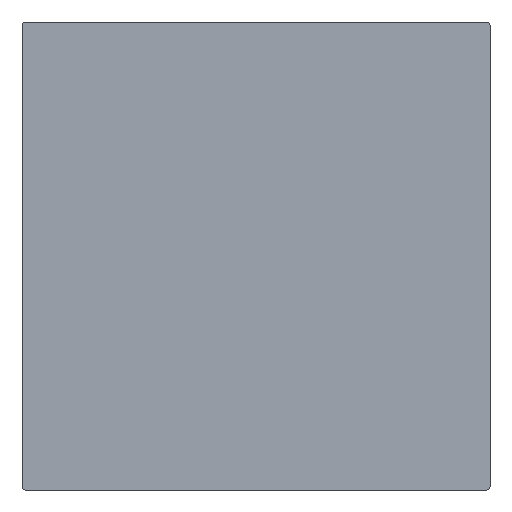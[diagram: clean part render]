
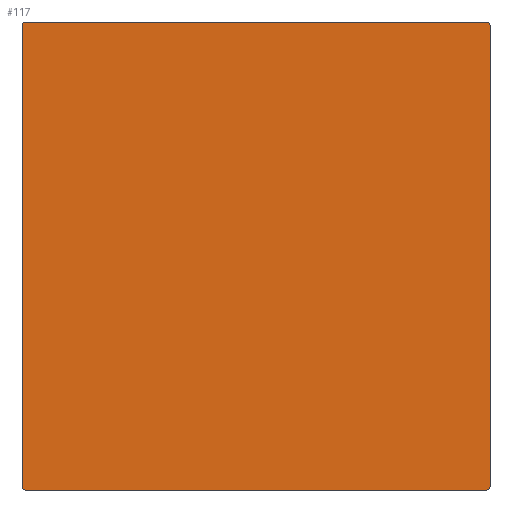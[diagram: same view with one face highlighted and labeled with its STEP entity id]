
A CAD part, front view. The second image highlights one B-rep face of the part: STEP entity #117.
In plain terms, the highlighted planar face has unit normal (0, -1, 0).
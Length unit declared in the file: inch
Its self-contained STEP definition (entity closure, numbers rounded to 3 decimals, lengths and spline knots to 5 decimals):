
#5 = VERTEX_POINT ( 'NONE', #247 ) ;
#10 = CARTESIAN_POINT ( 'NONE',  ( 17.874, 0., 0. ) ) ;
#11 = VERTEX_POINT ( 'NONE', #223 ) ;
#17 = AXIS2_PLACEMENT_3D ( 'NONE', #231, #282, #154 ) ;
#27 = CARTESIAN_POINT ( 'NONE',  ( 0.126, 0., 0. ) ) ;
#30 = AXIS2_PLACEMENT_3D ( 'NONE', #110, #192, #317 ) ;
#40 = VERTEX_POINT ( 'NONE', #151 ) ;
#42 = CARTESIAN_POINT ( 'NONE',  ( 0., 0., -18. ) ) ;
#48 = EDGE_CURVE ( 'NONE', #89, #189, #324, .T. ) ;
#49 = PLANE ( 'NONE',  #132 ) ;
#53 = EDGE_CURVE ( 'NONE', #5, #11, #249, .T. ) ;
#55 = EDGE_CURVE ( 'NONE', #144, #204, #251, .T. ) ;
#66 = ORIENTED_EDGE ( 'NONE', *, *, #55, .F. ) ;
#69 = DIRECTION ( 'NONE',  ( 0., 0., 1. ) ) ;
#77 = VECTOR ( 'NONE', #196, 39.37008 ) ;
#79 = CARTESIAN_POINT ( 'NONE',  ( 0., 0., -0.126 ) ) ;
#85 = CARTESIAN_POINT ( 'NONE',  ( 18., 0., 0. ) ) ;
#89 = VERTEX_POINT ( 'NONE', #27 ) ;
#94 = ORIENTED_EDGE ( 'NONE', *, *, #48, .F. ) ;
#96 = CARTESIAN_POINT ( 'NONE',  ( 0., 0., 0. ) ) ;
#97 = CIRCLE ( 'NONE', #222, 0.126 ) ;
#102 = FACE_OUTER_BOUND ( 'NONE', #121, .T. ) ;
#103 = VECTOR ( 'NONE', #69, 39.37008 ) ;
#104 = EDGE_CURVE ( 'NONE', #144, #11, #227, .T. ) ;
#108 = DIRECTION ( 'NONE',  ( 0., 0., -1. ) ) ;
#110 = CARTESIAN_POINT ( 'NONE',  ( 0.126, 0., -0.126 ) ) ;
#111 = ORIENTED_EDGE ( 'NONE', *, *, #207, .T. ) ;
#116 = ORIENTED_EDGE ( 'NONE', *, *, #53, .F. ) ;
#117 = ADVANCED_FACE ( 'NONE', ( #102 ), #49, .T. ) ;
#121 = EDGE_LOOP ( 'NONE', ( #66, #302, #116, #174, #130, #265, #94, #111 ) ) ;
#124 = AXIS2_PLACEMENT_3D ( 'NONE', #234, #156, #284 ) ;
#130 = ORIENTED_EDGE ( 'NONE', *, *, #272, .F. ) ;
#132 = AXIS2_PLACEMENT_3D ( 'NONE', #153, #259, #210 ) ;
#140 = VERTEX_POINT ( 'NONE', #206 ) ;
#143 = EDGE_CURVE ( 'NONE', #40, #189, #208, .T. ) ;
#144 = VERTEX_POINT ( 'NONE', #333 ) ;
#149 = DIRECTION ( 'NONE',  ( -1., 0., 0. ) ) ;
#151 = CARTESIAN_POINT ( 'NONE',  ( 18., 0., -0.126 ) ) ;
#153 = CARTESIAN_POINT ( 'NONE',  ( 0., 0., 0. ) ) ;
#154 = DIRECTION ( 'NONE',  ( 0., 0., -1. ) ) ;
#156 = DIRECTION ( 'NONE',  ( 0., -1., 0. ) ) ;
#157 = CARTESIAN_POINT ( 'NONE',  ( 17.874, 0., -17.874 ) ) ;
#174 = ORIENTED_EDGE ( 'NONE', *, *, #214, .T. ) ;
#176 = CIRCLE ( 'NONE', #30, 0.126 ) ;
#189 = VERTEX_POINT ( 'NONE', #10 ) ;
#192 = DIRECTION ( 'NONE',  ( 0., -1., 0. ) ) ;
#196 = DIRECTION ( 'NONE',  ( 1., 0., 0. ) ) ;
#204 = VERTEX_POINT ( 'NONE', #79 ) ;
#206 = CARTESIAN_POINT ( 'NONE',  ( 18., 0., -17.874 ) ) ;
#207 = EDGE_CURVE ( 'NONE', #89, #204, #176, .T. ) ;
#208 = CIRCLE ( 'NONE', #17, 0.126 ) ;
#210 = DIRECTION ( 'NONE',  ( 0., 0., -1. ) ) ;
#214 = EDGE_CURVE ( 'NONE', #5, #140, #97, .T. ) ;
#218 = DIRECTION ( 'NONE',  ( 0., -1., 0. ) ) ;
#222 = AXIS2_PLACEMENT_3D ( 'NONE', #157, #218, #108 ) ;
#223 = CARTESIAN_POINT ( 'NONE',  ( 0.126, 0., -18. ) ) ;
#227 = CIRCLE ( 'NONE', #124, 0.126 ) ;
#231 = CARTESIAN_POINT ( 'NONE',  ( 17.874, 0., -0.126 ) ) ;
#234 = CARTESIAN_POINT ( 'NONE',  ( 0.126, 0., -17.874 ) ) ;
#247 = CARTESIAN_POINT ( 'NONE',  ( 17.874, 0., -18. ) ) ;
#249 = LINE ( 'NONE', #42, #325 ) ;
#251 = LINE ( 'NONE', #96, #103 ) ;
#259 = DIRECTION ( 'NONE',  ( 0., -1., 0. ) ) ;
#265 = ORIENTED_EDGE ( 'NONE', *, *, #143, .T. ) ;
#272 = EDGE_CURVE ( 'NONE', #40, #140, #294, .T. ) ;
#282 = DIRECTION ( 'NONE',  ( 0., -1., 0. ) ) ;
#284 = DIRECTION ( 'NONE',  ( 0., 0., -1. ) ) ;
#289 = VECTOR ( 'NONE', #292, 39.37008 ) ;
#292 = DIRECTION ( 'NONE',  ( 0., 0., -1. ) ) ;
#294 = LINE ( 'NONE', #85, #289 ) ;
#300 = CARTESIAN_POINT ( 'NONE',  ( 0., 0., 0. ) ) ;
#302 = ORIENTED_EDGE ( 'NONE', *, *, #104, .T. ) ;
#317 = DIRECTION ( 'NONE',  ( 0., 0., -1. ) ) ;
#324 = LINE ( 'NONE', #300, #77 ) ;
#325 = VECTOR ( 'NONE', #149, 39.37008 ) ;
#333 = CARTESIAN_POINT ( 'NONE',  ( 0., 0., -17.874 ) ) ;
